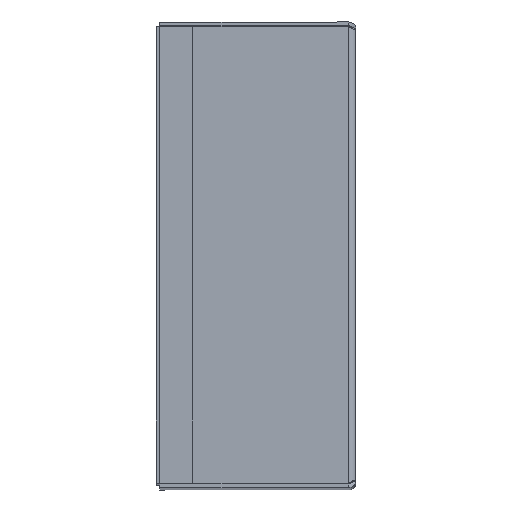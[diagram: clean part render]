
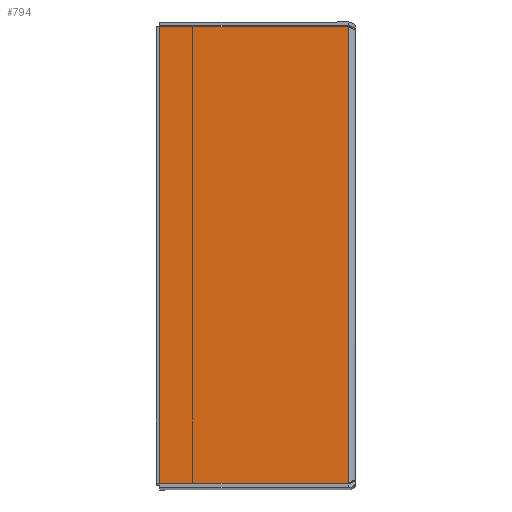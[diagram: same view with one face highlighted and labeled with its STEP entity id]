
A CAD part, top view. The second image highlights one B-rep face of the part: STEP entity #794.
In plain terms, the highlighted planar face has unit normal (0, 0, 1).
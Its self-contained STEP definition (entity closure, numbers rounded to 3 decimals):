
#63=FACE_OUTER_BOUND($,#289,.T.);
#106=LINE($,#1129,#178);
#112=LINE($,#1158,#184);
#118=LINE($,#1222,#190);
#120=LINE($,#1225,#192);
#178=VECTOR($,#951,99.976);
#184=VECTOR($,#961,41.4);
#190=VECTOR($,#969,41.4);
#192=VECTOR($,#973,99.976);
#289=EDGE_LOOP($,(#563,#564,#565,#566));
#350=VERTEX_POINT($,#1127);
#351=VERTEX_POINT($,#1128);
#358=VERTEX_POINT($,#1157);
#361=VERTEX_POINT($,#1221);
#413=EDGE_CURVE($,#350,#351,#106,.T.);
#421=EDGE_CURVE($,#358,#351,#112,.T.);
#429=EDGE_CURVE($,#350,#361,#118,.T.);
#431=EDGE_CURVE($,#361,#358,#120,.T.);
#563=ORIENTED_EDGE($,*,*,#413,.T.);
#564=ORIENTED_EDGE($,*,*,#421,.F.);
#565=ORIENTED_EDGE($,*,*,#431,.F.);
#566=ORIENTED_EDGE($,*,*,#429,.F.);
#701=PLANE($,#860);
#794=ADVANCED_FACE($,(#63),#701,.T.);
#860=AXIS2_PLACEMENT_3D($,#1226,#974,#975);
#951=DIRECTION($,(0.,1.,0.));
#961=DIRECTION($,(1.,0.,0.));
#969=DIRECTION($,(-1.,0.,0.));
#973=DIRECTION($,(0.,1.,0.));
#974=DIRECTION('center_axis',(0.,0.,
1.));
#975=DIRECTION('ref_axis',(-1.,0.,0.));
#1127=CARTESIAN_POINT('',(38.2,-49.988,298.));
#1128=CARTESIAN_POINT('',(38.2,49.988,298.));
#1129=CARTESIAN_POINT($,(38.2,0.,298.));
#1157=CARTESIAN_POINT('',(-3.2,49.988,298.));
#1158=CARTESIAN_POINT($,(38.2,49.988,298.));
#1221=CARTESIAN_POINT('',(-3.2,-49.988,298.));
#1222=CARTESIAN_POINT($,(38.2,-49.988,298.));
#1225=CARTESIAN_POINT($,(-3.2,-49.988,298.));
#1226=CARTESIAN_POINT('Origin',(18.151,0.,
298.));
